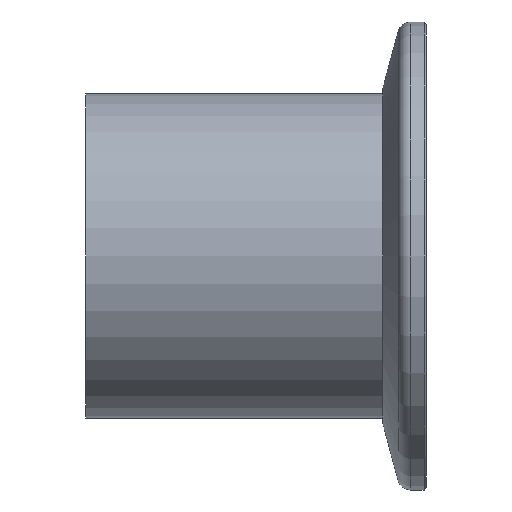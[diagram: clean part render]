
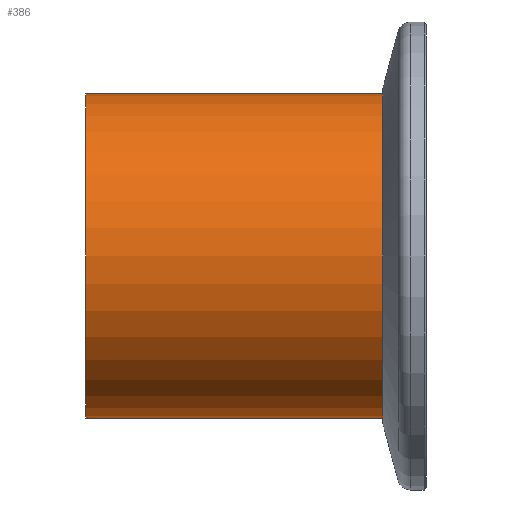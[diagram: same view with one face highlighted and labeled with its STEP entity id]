
A CAD part, left-side view. The second image highlights one B-rep face of the part: STEP entity #386.
In plain terms, the highlighted cylindrical face has radius 19.05 mm (diameter 38.1 mm), a partial arc.
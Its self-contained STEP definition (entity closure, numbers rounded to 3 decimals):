
#13 = ORIENTED_EDGE ( 'NONE', *, *, #159, .T. ) ;
#14 = CARTESIAN_POINT ( 'NONE',  ( 0., 40., -19.05 ) ) ;
#33 = VERTEX_POINT ( 'NONE', #482 ) ;
#36 = DIRECTION ( 'NONE',  ( 0., -1., 0. ) ) ;
#40 = VERTEX_POINT ( 'NONE', #519 ) ;
#54 = CYLINDRICAL_SURFACE ( 'NONE', #102, 19.05 ) ;
#75 = LINE ( 'NONE', #500, #532 ) ;
#77 = CARTESIAN_POINT ( 'NONE',  ( 0., 5.08, 19.05 ) ) ;
#102 = AXIS2_PLACEMENT_3D ( 'NONE', #332, #263, #128 ) ;
#128 = DIRECTION ( 'NONE',  ( 0., 0., -1. ) ) ;
#157 = EDGE_CURVE ( 'NONE', #476, #40, #339, .T. ) ;
#159 = EDGE_CURVE ( 'NONE', #476, #33, #75, .T. ) ;
#165 = CARTESIAN_POINT ( 'NONE',  ( 0., 40., 0. ) ) ;
#204 = AXIS2_PLACEMENT_3D ( 'NONE', #300, #36, #343 ) ;
#208 = DIRECTION ( 'NONE',  ( 0., 0., 1. ) ) ;
#248 = DIRECTION ( 'NONE',  ( 0., -1., 0. ) ) ;
#257 = DIRECTION ( 'NONE',  ( 0., -1., 0. ) ) ;
#263 = DIRECTION ( 'NONE',  ( 0., -1., 0. ) ) ;
#282 = CARTESIAN_POINT ( 'NONE',  ( 0., 40., 19.05 ) ) ;
#300 = CARTESIAN_POINT ( 'NONE',  ( 0., 5.08, 0. ) ) ;
#307 = AXIS2_PLACEMENT_3D ( 'NONE', #165, #471, #208 ) ;
#332 = CARTESIAN_POINT ( 'NONE',  ( 0., 40., 0. ) ) ;
#339 = CIRCLE ( 'NONE', #307, 19.05 ) ;
#343 = DIRECTION ( 'NONE',  ( 0., 0., 1. ) ) ;
#349 = VERTEX_POINT ( 'NONE', #77 ) ;
#372 = EDGE_CURVE ( 'NONE', #349, #33, #441, .T. ) ;
#386 = ADVANCED_FACE ( 'NONE', ( #490 ), #54, .T. ) ;
#418 = LINE ( 'NONE', #282, #444 ) ;
#432 = ORIENTED_EDGE ( 'NONE', *, *, #157, .F. ) ;
#441 = CIRCLE ( 'NONE', #204, 19.05 ) ;
#444 = VECTOR ( 'NONE', #248, 1000. ) ;
#448 = EDGE_LOOP ( 'NONE', ( #545, #432, #13, #531 ) ) ;
#471 = DIRECTION ( 'NONE',  ( 0., 1., 0. ) ) ;
#476 = VERTEX_POINT ( 'NONE', #14 ) ;
#482 = CARTESIAN_POINT ( 'NONE',  ( 0., 5.08, -19.05 ) ) ;
#490 = FACE_OUTER_BOUND ( 'NONE', #448, .T. ) ;
#499 = EDGE_CURVE ( 'NONE', #40, #349, #418, .T. ) ;
#500 = CARTESIAN_POINT ( 'NONE',  ( 0., 40., -19.05 ) ) ;
#519 = CARTESIAN_POINT ( 'NONE',  ( 0., 40., 19.05 ) ) ;
#531 = ORIENTED_EDGE ( 'NONE', *, *, #372, .F. ) ;
#532 = VECTOR ( 'NONE', #257, 1000. ) ;
#545 = ORIENTED_EDGE ( 'NONE', *, *, #499, .F. ) ;
